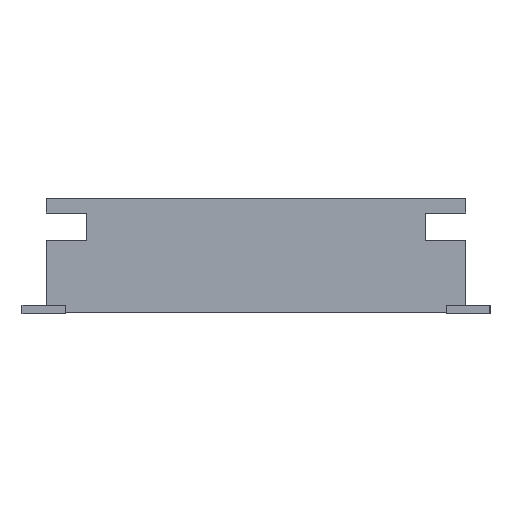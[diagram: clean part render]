
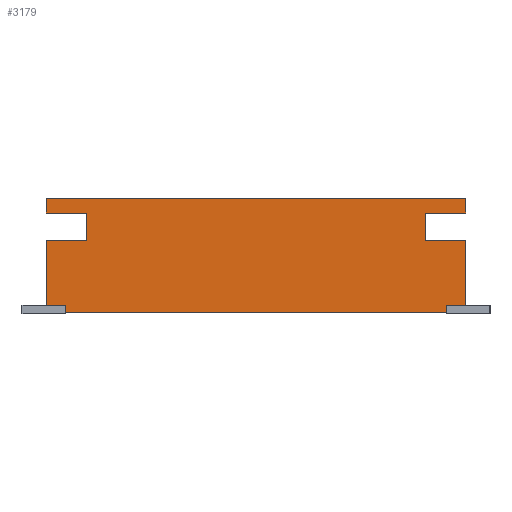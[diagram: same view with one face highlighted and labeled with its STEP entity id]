
A CAD part, left-side view. The second image highlights one B-rep face of the part: STEP entity #3179.
In plain terms, the highlighted planar face has unit normal (-1, 0, 0).
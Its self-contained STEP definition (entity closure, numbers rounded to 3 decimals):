
#123 = LINE ( 'NONE', #1671, #5041 ) ;
#407 = VERTEX_POINT ( 'NONE', #6934 ) ;
#502 = LINE ( 'NONE', #4257, #4037 ) ;
#509 = CARTESIAN_POINT ( 'NONE',  ( -7.8, -4.35, 1.185 ) ) ;
#650 = PLANE ( 'NONE',  #15019 ) ;
#705 = CARTESIAN_POINT ( 'NONE',  ( -7.8, -4.35, 0.315 ) ) ;
#730 = VECTOR ( 'NONE', #1890, 1000. ) ;
#1253 = CARTESIAN_POINT ( 'NONE',  ( -7.8, -4.35, 1.185 ) ) ;
#1326 = VERTEX_POINT ( 'NONE', #11821 ) ;
#1443 = ORIENTED_EDGE ( 'NONE', *, *, #12113, .T. ) ;
#1471 = CARTESIAN_POINT ( 'NONE',  ( -7.8, -3.52, 0.875 ) ) ;
#1507 = VECTOR ( 'NONE', #12699, 1000. ) ;
#1515 = ORIENTED_EDGE ( 'NONE', *, *, #13455, .T. ) ;
#1530 = VECTOR ( 'NONE', #9103, 1000. ) ;
#1671 = CARTESIAN_POINT ( 'NONE',  ( -7.8, 3.52, 0.315 ) ) ;
#1684 = EDGE_CURVE ( 'NONE', #17720, #6477, #17601, .T. ) ;
#1774 = VERTEX_POINT ( 'NONE', #15224 ) ;
#1890 = DIRECTION ( 'NONE',  ( 0., 0., -1. ) ) ;
#2877 = CARTESIAN_POINT ( 'NONE',  ( -7.8, 3.95, -1.185 ) ) ;
#2983 = VERTEX_POINT ( 'NONE', #1471 ) ;
#2986 = ORIENTED_EDGE ( 'NONE', *, *, #11629, .T. ) ;
#3164 = VERTEX_POINT ( 'NONE', #14893 ) ;
#3179 = ADVANCED_FACE ( 'NONE', ( #17805 ), #650, .F. ) ;
#3273 = VECTOR ( 'NONE', #17820, 1000. ) ;
#3379 = ORIENTED_EDGE ( 'NONE', *, *, #16440, .F. ) ;
#3428 = CARTESIAN_POINT ( 'NONE',  ( -7.8, -4.35, 0.875 ) ) ;
#3683 = LINE ( 'NONE', #4688, #4933 ) ;
#3968 = VERTEX_POINT ( 'NONE', #16005 ) ;
#4037 = VECTOR ( 'NONE', #11249, 1000. ) ;
#4065 = ORIENTED_EDGE ( 'NONE', *, *, #6627, .T. ) ;
#4108 = DIRECTION ( 'NONE',  ( 0., 0., 1. ) ) ;
#4257 = CARTESIAN_POINT ( 'NONE',  ( -7.8, 4.35, 0.875 ) ) ;
#4688 = CARTESIAN_POINT ( 'NONE',  ( -7.8, 3.95, -1.035 ) ) ;
#4933 = VECTOR ( 'NONE', #14402, 1000. ) ;
#5037 = VECTOR ( 'NONE', #14537, 1000. ) ;
#5041 = VECTOR ( 'NONE', #9975, 1000. ) ;
#5289 = LINE ( 'NONE', #16185, #3273 ) ;
#5344 = CARTESIAN_POINT ( 'NONE',  ( -7.8, 3.52, 0.315 ) ) ;
#5710 = LINE ( 'NONE', #12882, #16219 ) ;
#6141 = LINE ( 'NONE', #6320, #11022 ) ;
#6264 = LINE ( 'NONE', #15707, #730 ) ;
#6320 = CARTESIAN_POINT ( 'NONE',  ( -7.8, -4.35, -1.185 ) ) ;
#6416 = LINE ( 'NONE', #14321, #10736 ) ;
#6477 = VERTEX_POINT ( 'NONE', #8794 ) ;
#6531 = VERTEX_POINT ( 'NONE', #14227 ) ;
#6627 = EDGE_CURVE ( 'NONE', #15034, #6531, #13651, .T. ) ;
#6698 = CARTESIAN_POINT ( 'NONE',  ( -7.8, -3.52, 0.315 ) ) ;
#6840 = CARTESIAN_POINT ( 'NONE',  ( -7.8, -3.95, -1.035 ) ) ;
#6934 = CARTESIAN_POINT ( 'NONE',  ( -7.8, 3.52, 0.875 ) ) ;
#7441 = DIRECTION ( 'NONE',  ( 0., 0., -1. ) ) ;
#7620 = CARTESIAN_POINT ( 'NONE',  ( -7.8, 4.35, -1.035 ) ) ;
#7748 = EDGE_CURVE ( 'NONE', #10042, #2983, #10970, .T. ) ;
#7774 = VERTEX_POINT ( 'NONE', #2877 ) ;
#8011 = ORIENTED_EDGE ( 'NONE', *, *, #12643, .F. ) ;
#8094 = LINE ( 'NONE', #6840, #14477 ) ;
#8194 = EDGE_LOOP ( 'NONE', ( #9362, #4065, #15847, #9149, #1443, #9112, #8615, #16830, #3379, #10539, #14896, #8521, #8011, #9442, #1515, #2986 ) ) ;
#8521 = ORIENTED_EDGE ( 'NONE', *, *, #13606, .T. ) ;
#8615 = ORIENTED_EDGE ( 'NONE', *, *, #11248, .T. ) ;
#8743 = LINE ( 'NONE', #10365, #5037 ) ;
#8794 = CARTESIAN_POINT ( 'NONE',  ( -7.8, 3.95, -1.035 ) ) ;
#9103 = DIRECTION ( 'NONE',  ( 0., -1., 0. ) ) ;
#9112 = ORIENTED_EDGE ( 'NONE', *, *, #12029, .T. ) ;
#9149 = ORIENTED_EDGE ( 'NONE', *, *, #1684, .T. ) ;
#9362 = ORIENTED_EDGE ( 'NONE', *, *, #15491, .T. ) ;
#9442 = ORIENTED_EDGE ( 'NONE', *, *, #16589, .F. ) ;
#9461 = VERTEX_POINT ( 'NONE', #9955 ) ;
#9833 = VERTEX_POINT ( 'NONE', #705 ) ;
#9860 = CARTESIAN_POINT ( 'NONE',  ( -7.8, 4.35, 0.315 ) ) ;
#9907 = LINE ( 'NONE', #509, #1507 ) ;
#9955 = CARTESIAN_POINT ( 'NONE',  ( -7.8, -4.35, 1.185 ) ) ;
#9975 = DIRECTION ( 'NONE',  ( 0., 0., -1. ) ) ;
#10042 = VERTEX_POINT ( 'NONE', #16691 ) ;
#10243 = VERTEX_POINT ( 'NONE', #3428 ) ;
#10365 = CARTESIAN_POINT ( 'NONE',  ( -7.8, -4.35, 0.875 ) ) ;
#10400 = DIRECTION ( 'NONE',  ( 1., 0., 0. ) ) ;
#10539 = ORIENTED_EDGE ( 'NONE', *, *, #12077, .T. ) ;
#10729 = DIRECTION ( 'NONE',  ( 0., 1., 0. ) ) ;
#10736 = VECTOR ( 'NONE', #17120, 1000. ) ;
#10970 = LINE ( 'NONE', #6698, #12772 ) ;
#11022 = VECTOR ( 'NONE', #13214, 1000. ) ;
#11124 = DIRECTION ( 'NONE',  ( 0., 1., 0. ) ) ;
#11163 = CARTESIAN_POINT ( 'NONE',  ( -7.8, -4.35, -1.035 ) ) ;
#11248 = EDGE_CURVE ( 'NONE', #3968, #1774, #8094, .T. ) ;
#11249 = DIRECTION ( 'NONE',  ( 0., -1., 0. ) ) ;
#11570 = EDGE_CURVE ( 'NONE', #6531, #17720, #5710, .T. ) ;
#11629 = EDGE_CURVE ( 'NONE', #13417, #407, #502, .T. ) ;
#11821 = CARTESIAN_POINT ( 'NONE',  ( -7.8, 4.35, 1.185 ) ) ;
#11986 = LINE ( 'NONE', #17524, #1530 ) ;
#12029 = EDGE_CURVE ( 'NONE', #7774, #3968, #6141, .T. ) ;
#12077 = EDGE_CURVE ( 'NONE', #9833, #10042, #6416, .T. ) ;
#12113 = EDGE_CURVE ( 'NONE', #6477, #7774, #3683, .T. ) ;
#12230 = DIRECTION ( 'NONE',  ( 0., 0., 1. ) ) ;
#12643 = EDGE_CURVE ( 'NONE', #9461, #10243, #9907, .T. ) ;
#12699 = DIRECTION ( 'NONE',  ( 0., 0., -1. ) ) ;
#12772 = VECTOR ( 'NONE', #12230, 1000. ) ;
#12882 = CARTESIAN_POINT ( 'NONE',  ( -7.8, 4.35, 1.185 ) ) ;
#13214 = DIRECTION ( 'NONE',  ( 0., -1., 0. ) ) ;
#13417 = VERTEX_POINT ( 'NONE', #13728 ) ;
#13455 = EDGE_CURVE ( 'NONE', #1326, #13417, #5289, .T. ) ;
#13606 = EDGE_CURVE ( 'NONE', #2983, #10243, #8743, .T. ) ;
#13651 = LINE ( 'NONE', #9860, #17160 ) ;
#13728 = CARTESIAN_POINT ( 'NONE',  ( -7.8, 4.35, 0.875 ) ) ;
#13827 = EDGE_CURVE ( 'NONE', #1774, #3164, #16599, .T. ) ;
#14057 = DIRECTION ( 'NONE',  ( 0., -1., 0. ) ) ;
#14227 = CARTESIAN_POINT ( 'NONE',  ( -7.8, 4.35, 0.315 ) ) ;
#14321 = CARTESIAN_POINT ( 'NONE',  ( -7.8, -4.35, 0.315 ) ) ;
#14402 = DIRECTION ( 'NONE',  ( 0., 0., -1. ) ) ;
#14477 = VECTOR ( 'NONE', #4108, 1000. ) ;
#14529 = DIRECTION ( 'NONE',  ( 0., -1., 0. ) ) ;
#14537 = DIRECTION ( 'NONE',  ( 0., -1., 0. ) ) ;
#14893 = CARTESIAN_POINT ( 'NONE',  ( -7.8, -4.35, -1.035 ) ) ;
#14896 = ORIENTED_EDGE ( 'NONE', *, *, #7748, .T. ) ;
#15019 = AXIS2_PLACEMENT_3D ( 'NONE', #1253, #10400, #10729 ) ;
#15034 = VERTEX_POINT ( 'NONE', #5344 ) ;
#15071 = VECTOR ( 'NONE', #14529, 1000. ) ;
#15224 = CARTESIAN_POINT ( 'NONE',  ( -7.8, -3.95, -1.035 ) ) ;
#15491 = EDGE_CURVE ( 'NONE', #407, #15034, #123, .T. ) ;
#15707 = CARTESIAN_POINT ( 'NONE',  ( -7.8, -4.35, 1.185 ) ) ;
#15847 = ORIENTED_EDGE ( 'NONE', *, *, #11570, .T. ) ;
#16005 = CARTESIAN_POINT ( 'NONE',  ( -7.8, -3.95, -1.185 ) ) ;
#16051 = VECTOR ( 'NONE', #14057, 1000. ) ;
#16185 = CARTESIAN_POINT ( 'NONE',  ( -7.8, 4.35, 1.185 ) ) ;
#16219 = VECTOR ( 'NONE', #7441, 1000. ) ;
#16440 = EDGE_CURVE ( 'NONE', #9833, #3164, #6264, .T. ) ;
#16589 = EDGE_CURVE ( 'NONE', #1326, #9461, #11986, .T. ) ;
#16599 = LINE ( 'NONE', #11163, #16051 ) ;
#16691 = CARTESIAN_POINT ( 'NONE',  ( -7.8, -3.52, 0.315 ) ) ;
#16830 = ORIENTED_EDGE ( 'NONE', *, *, #13827, .T. ) ;
#17120 = DIRECTION ( 'NONE',  ( 0., 1., 0. ) ) ;
#17160 = VECTOR ( 'NONE', #11124, 1000. ) ;
#17249 = CARTESIAN_POINT ( 'NONE',  ( -7.8, 4.35, -1.035 ) ) ;
#17524 = CARTESIAN_POINT ( 'NONE',  ( -7.8, -4.35, 1.185 ) ) ;
#17601 = LINE ( 'NONE', #17249, #15071 ) ;
#17720 = VERTEX_POINT ( 'NONE', #7620 ) ;
#17805 = FACE_OUTER_BOUND ( 'NONE', #8194, .T. ) ;
#17820 = DIRECTION ( 'NONE',  ( 0., 0., -1. ) ) ;
